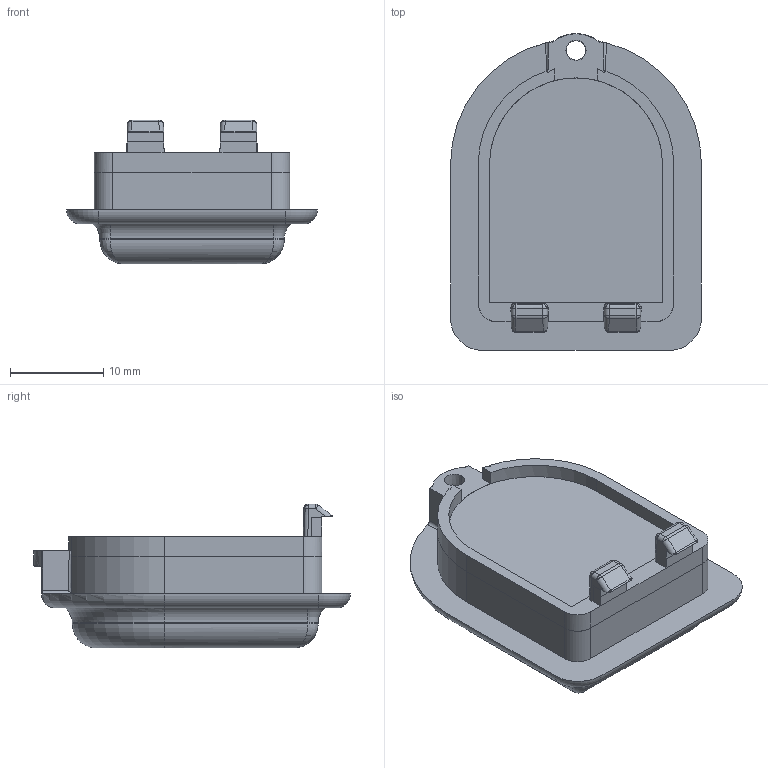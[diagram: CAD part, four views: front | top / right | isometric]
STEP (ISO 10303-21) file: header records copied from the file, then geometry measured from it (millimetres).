
FILE_DESCRIPTION (( 'STEP AP214' ), '1' );
FILE_NAME ('Cylinder1_outer0.6_inner4.2.STEP', '2024-08-13T14:34:32', ( '' ), ( '' ), 'SwSTEP 2.0', 'SolidWorks 2023', '' );
FILE_SCHEMA (( 'AUTOMOTIVE_DESIGN' ));
Length unit declared in the file: millimetre
Products named in the file (7): OriginBody; Lens; Cylinder1_outer0.6_inner4.2; outSkin; cylinder1.4; TransBody; InsideSKin
Assembly tree (6 placements, depth 2):
  Cylinder1_outer0.6_inner4.2
    OriginBody
    TransBody
    InsideSKin
    outSkin
    Lens
    cylinder1.4
Bounding box: 26.95 x 34.04 x 15.45 mm (x, y, z)
Volume: 5870.6 mm3; surface area: 6696.5 mm2
Topology: 38 solids, 38 shells, 406 faces, 922 edges, 578 vertices
Faces by surface type: plane 178, cylinder 165, bspline 25, sphere 16, torus 12, cone 10
Entity records: 12477 total; most frequent: CARTESIAN_POINT 3114, DIRECTION 1823, ORIENTED_EDGE 1812, EDGE_CURVE 906, AXIS2_PLACEMENT_3D 692, VERTEX_POINT 574, VECTOR 439, LINE 439
